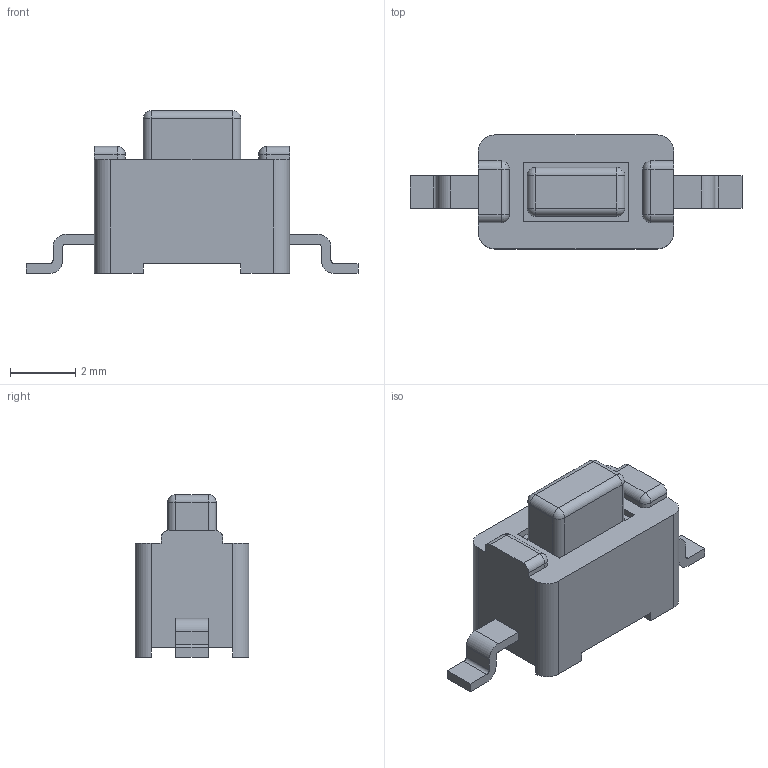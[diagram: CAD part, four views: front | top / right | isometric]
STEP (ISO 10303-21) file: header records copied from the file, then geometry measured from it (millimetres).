
FILE_DESCRIPTION((' '),'2;1');
FILE_NAME('TL3302BFxxxQG.stp','2017-07-26T16:20:59',(' '),(' '),' ','ACIS',' ');
FILE_SCHEMA(('CONFIG_CONTROL_DESIGN'));
Length unit declared in the file: inch
Products named in the file (1): TL3302BFxxxQG.stp
Bounding box: 10.2 x 3.5 x 5 mm (x, y, z)
Volume: 66 mm3; surface area: 186.6 mm2
Topology: 1 solids, 2 shells, 158 faces, 401 edges, 250 vertices
Faces by surface type: plane 92, cylinder 50, sphere 12, bspline 4
Entity records: 4875 total; most frequent: CARTESIAN_POINT 957, DIRECTION 798, ORIENTED_EDGE 784, EDGE_CURVE 392, VECTOR 288, LINE 288, AXIS2_PLACEMENT_3D 255, VERTEX_POINT 244
